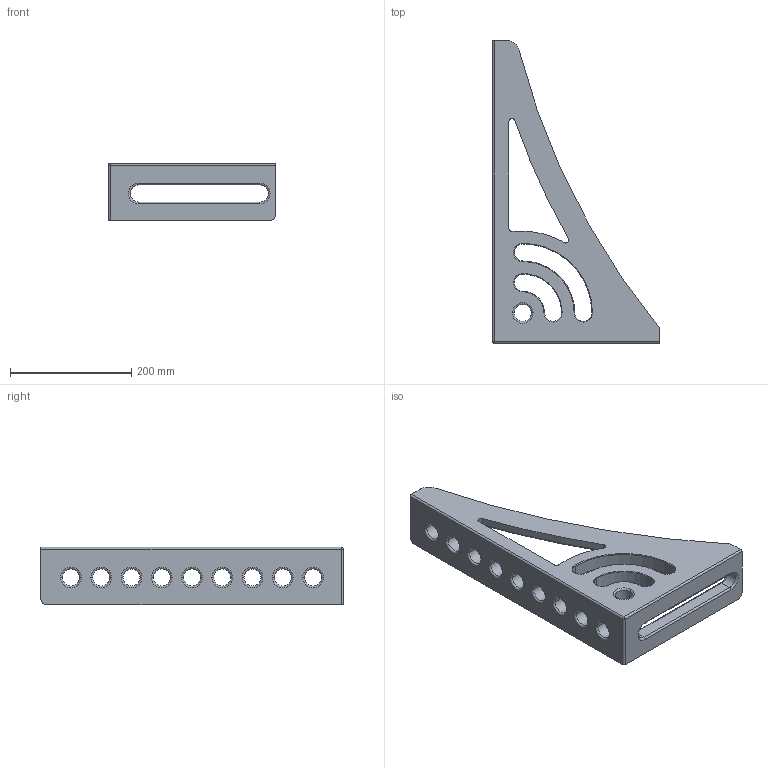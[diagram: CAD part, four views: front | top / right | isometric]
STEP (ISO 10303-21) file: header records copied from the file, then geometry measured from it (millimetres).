
FILE_DESCRIPTION (( 'STEP AP203' ), '1' );
FILE_NAME ('280164_500x95.step', '2014-08-11T18:20:52', ( 'User' ), ( '' ), 'SwSTEP 2.0', 'SolidWorks 2014', '' );
FILE_SCHEMA (( 'CONFIG_CONTROL_DESIGN' ));
Length unit declared in the file: millimetre
Products named in the file (2): 280164_Spanndrehwinkel 500 Links_Foto^280164_500x95_Detailliert; 280164_500x95
Assembly tree (1 placements, depth 2):
  280164_500x95
    280164_Spanndrehwinkel 500 Links_Foto^280164_500x95_Detailliert
Bounding box: 276 x 500 x 95 mm (x, y, z)
Volume: 1879058.3 mm3; surface area: 288364.2 mm2
Topology: 1 solids, 1 shells, 533 faces, 1374 edges, 846 vertices
Faces by surface type: bspline 156, cylinder 148, plane 126, torus 61, cone 38, sphere 4
Entity records: 20829 total; most frequent: CARTESIAN_POINT 8593, ORIENTED_EDGE 2724, DIRECTION 2236, EDGE_CURVE 1362, VERTEX_POINT 846, AXIS2_PLACEMENT_3D 828, LINE 580, VECTOR 580
